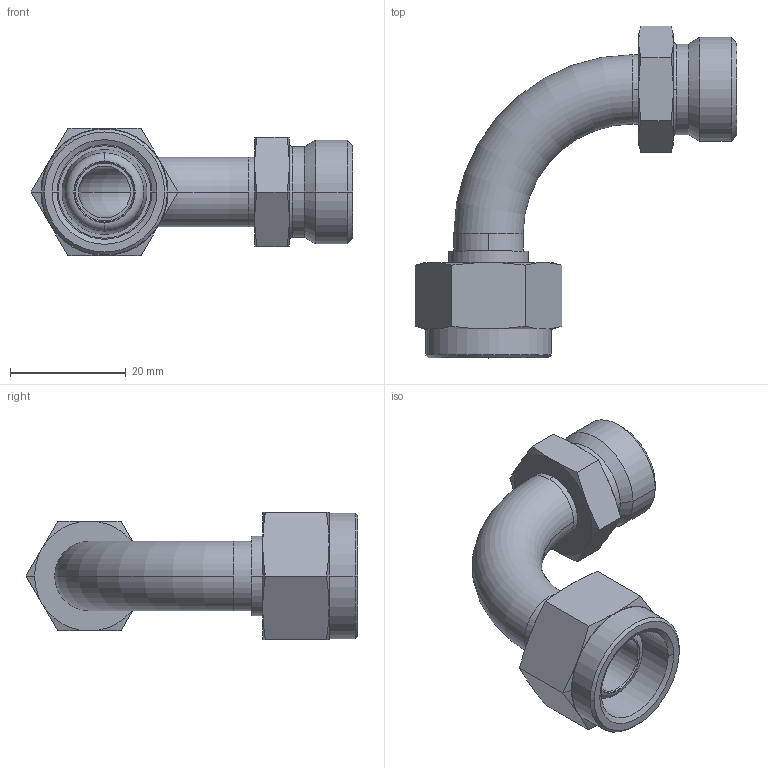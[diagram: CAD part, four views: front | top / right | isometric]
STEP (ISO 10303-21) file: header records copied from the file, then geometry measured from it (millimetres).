
FILE_DESCRIPTION( ( '' ), '1' );
FILE_NAME( '660901812.stp', '2012-08-28T12:24:20', ( '' ), ( '' ), ' ', ' ', ' ' );
FILE_SCHEMA( ( 'CONFIG_CONTROL_DESIGN' ) );
Length unit declared in the file: millimetre
Products named in the file (2): 1; 2
Bounding box: 55.7 x 57.47 x 22 mm (x, y, z)
Volume: 9621.7 mm3; surface area: 8638.9 mm2
Topology: 2 solids, 2 shells, 112 faces, 249 edges, 151 vertices
Faces by surface type: cone 46, cylinder 30, plane 26, torus 10
Entity records: 3158 total; most frequent: CARTESIAN_POINT 610, DIRECTION 566, ORIENTED_EDGE 498, AXIS2_PLACEMENT_3D 251, EDGE_CURVE 249, VERTEX_POINT 151, CIRCLE 137, EDGE_LOOP 126
